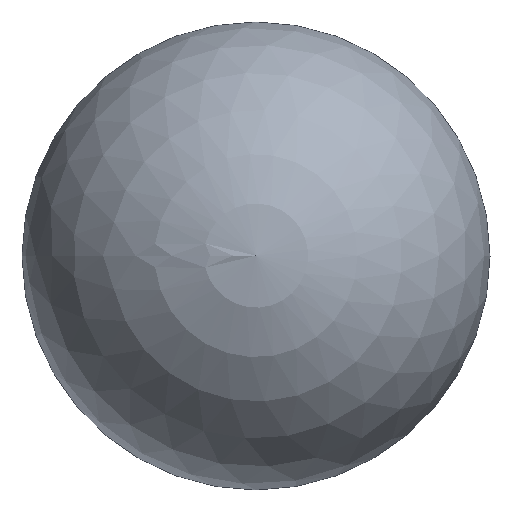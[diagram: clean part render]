
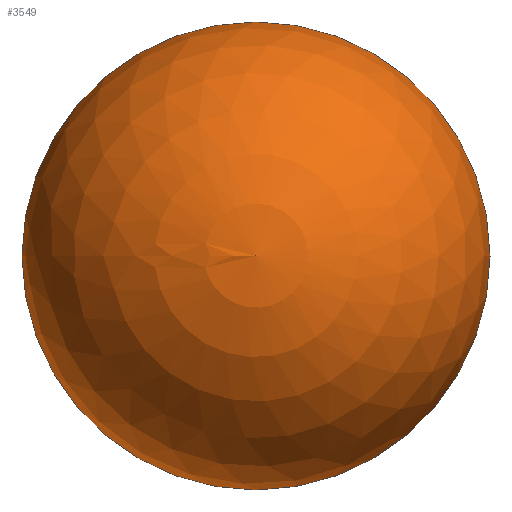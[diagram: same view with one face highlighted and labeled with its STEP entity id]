
A CAD part, top view. The second image highlights one B-rep face of the part: STEP entity #3549.
In plain terms, the highlighted spherical face has radius 60 mm.
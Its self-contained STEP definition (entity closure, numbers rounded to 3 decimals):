
#168 = ORIENTED_EDGE ( 'NONE', *, *, #1316, .T. ) ;
#184 = CARTESIAN_POINT ( 'NONE',  ( 0., -60., 0. ) ) ;
#261 = VERTEX_POINT ( 'NONE', #5282 ) ;
#578 = CARTESIAN_POINT ( 'NONE',  ( 0., 0., 0. ) ) ;
#975 = SPHERICAL_SURFACE ( 'NONE', #2017, 60. ) ;
#1316 = EDGE_CURVE ( 'NONE', #3183, #261, #6813, .T. ) ;
#1780 = CARTESIAN_POINT ( 'NONE',  ( 0., 0., 0. ) ) ;
#2017 = AXIS2_PLACEMENT_3D ( 'NONE', #578, #3310, #4429 ) ;
#2253 = FACE_OUTER_BOUND ( 'NONE', #2463, .T. ) ;
#2463 = EDGE_LOOP ( 'NONE', ( #4747, #168 ) ) ;
#2688 = AXIS2_PLACEMENT_3D ( 'NONE', #5664, #3044, #4251 ) ;
#3044 = DIRECTION ( 'NONE',  ( 0., 0., 1. ) ) ;
#3183 = VERTEX_POINT ( 'NONE', #184 ) ;
#3310 = DIRECTION ( 'NONE',  ( 0., 0., 1. ) ) ;
#3549 = ADVANCED_FACE ( 'NONE', ( #2253 ), #975, .T. ) ;
#3844 = DIRECTION ( 'NONE',  ( 0., 0., -1. ) ) ;
#4251 = DIRECTION ( 'NONE',  ( 1., 0., 0. ) ) ;
#4335 = CIRCLE ( 'NONE', #6213, 60. ) ;
#4429 = DIRECTION ( 'NONE',  ( -1., 0., 0. ) ) ;
#4747 = ORIENTED_EDGE ( 'NONE', *, *, #5551, .F. ) ;
#5282 = CARTESIAN_POINT ( 'NONE',  ( 0., 60., 0. ) ) ;
#5551 = EDGE_CURVE ( 'NONE', #3183, #261, #4335, .T. ) ;
#5664 = CARTESIAN_POINT ( 'NONE',  ( 0., 0., 0. ) ) ;
#6213 = AXIS2_PLACEMENT_3D ( 'NONE', #1780, #3844, #7133 ) ;
#6813 = CIRCLE ( 'NONE', #2688, 60. ) ;
#7133 = DIRECTION ( 'NONE',  ( -1., 0., 0. ) ) ;
